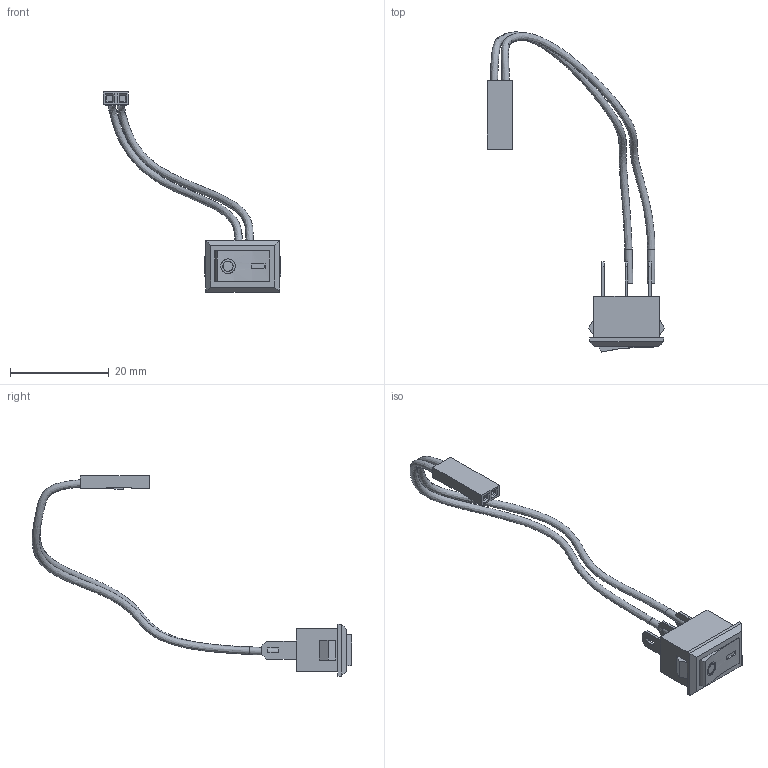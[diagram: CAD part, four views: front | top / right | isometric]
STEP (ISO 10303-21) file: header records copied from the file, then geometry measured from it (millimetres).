
FILE_DESCRIPTION(/* description */ (''),/* implementation_level */ '2;1');
FILE_NAME(/* name */ 'Mod_switch_v2.step',/* time_stamp */ '2022-03-24T12:56:01+04:00',/* author */ (''),/* organization */ (''),/* preprocessor_version */ 'ST-DEVELOPER v18.1',/* originating_system */ 'Autodesk Translation Framework v10.13.0.1454',/* authorisation */ '');
FILE_SCHEMA (('AUTOMOTIVE_DESIGN { 1 0 10303 214 3 1 1 }'));
Length unit declared in the file: millimetre
Products named in the file (3): Mod switch; Electro Wiring; Power switch v1
Assembly tree (2 placements, depth 2):
  Mod switch
    Electro Wiring
    Power switch v1
Bounding box: 35.94 x 64.93 x 40.62 mm (x, y, z)
Volume: 1692.6 mm3; surface area: 2258.7 mm2
Topology: 4 solids, 4 shells, 134 faces, 323 edges, 206 vertices
Faces by surface type: plane 124, cylinder 8, bspline 2
Full cylindrical faces by diameter (mm): 1.5 x2, 2.071 x1, 2.959 x1
Entity records: 4701 total; most frequent: CARTESIAN_POINT 1315, ORIENTED_EDGE 646, DIRECTION 607, EDGE_CURVE 323, LINE 301, VECTOR 301, VERTEX_POINT 206, EDGE_LOOP 157
